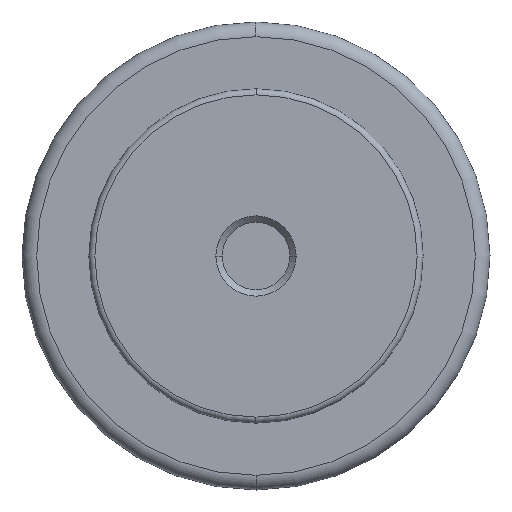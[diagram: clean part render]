
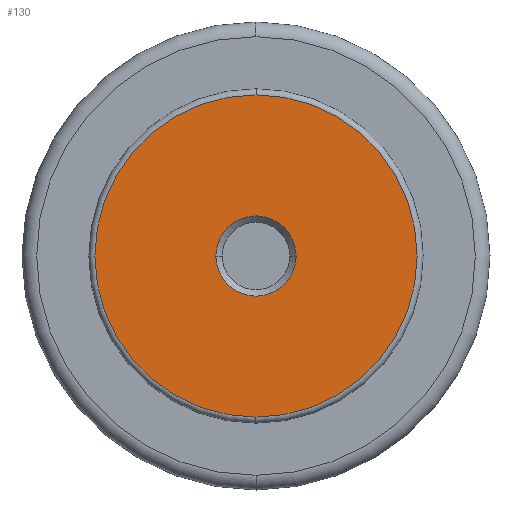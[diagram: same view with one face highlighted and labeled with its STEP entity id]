
A CAD part, left-side view. The second image highlights one B-rep face of the part: STEP entity #130.
In plain terms, the highlighted planar face has unit normal (-1, 0, 0).
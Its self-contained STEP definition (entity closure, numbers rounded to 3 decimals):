
#130=ADVANCED_FACE('',(#251,#252),#253,.T.);
#251=FACE_BOUND('',#373,.T.);
#252=FACE_OUTER_BOUND('',#374,.T.);
#253=PLANE('',#375);
#373=EDGE_LOOP('',(#812,#813));
#374=EDGE_LOOP('',(#814,#815,#816));
#375=AXIS2_PLACEMENT_3D('',#817,#818,#819);
#812=ORIENTED_EDGE('',*,*,#892,.T.);
#813=ORIENTED_EDGE('',*,*,#898,.T.);
#814=ORIENTED_EDGE('',*,*,#917,.T.);
#815=ORIENTED_EDGE('',*,*,#863,.T.);
#816=ORIENTED_EDGE('',*,*,#918,.T.);
#817=CARTESIAN_POINT('',(0.0,0.0,0.0));
#818=DIRECTION('',(-1.0,0.0,0.0));
#819=DIRECTION('',(0.0,0.0,1.0));
#863=EDGE_CURVE('',#1035,#1038,#1040,.T.);
#892=EDGE_CURVE('',#1091,#1093,#1095,.T.);
#898=EDGE_CURVE('',#1093,#1091,#1103,.T.);
#917=EDGE_CURVE('',#1128,#1035,#1129,.T.);
#918=EDGE_CURVE('',#1038,#1128,#1130,.T.);
#1035=VERTEX_POINT('',#1276);
#1038=VERTEX_POINT('',#1279);
#1040=CIRCLE('',#1281,24.1);
#1091=VERTEX_POINT('',#1342);
#1093=VERTEX_POINT('',#1345);
#1095=CIRCLE('',#1348,6.0);
#1103=CIRCLE('',#1358,6.0);
#1128=VERTEX_POINT('',#1383);
#1129=CIRCLE('',#1384,24.1);
#1130=CIRCLE('',#1385,24.1);
#1276=CARTESIAN_POINT('',(0.0,0.,-24.1));
#1279=CARTESIAN_POINT('',(0.0,0.,24.1));
#1281=AXIS2_PLACEMENT_3D('',#1567,#1568,#1569);
#1342=CARTESIAN_POINT('',(0.0,6.0,0.0));
#1345=CARTESIAN_POINT('',(0.0,-6.0,0.));
#1348=AXIS2_PLACEMENT_3D('',#1630,#1631,#1632);
#1358=AXIS2_PLACEMENT_3D('',#1644,#1645,#1646);
#1383=CARTESIAN_POINT('',(0.,24.1,0.0));
#1384=AXIS2_PLACEMENT_3D('',#1701,#1702,#1703);
#1385=AXIS2_PLACEMENT_3D('',#1704,#1705,#1706);
#1567=CARTESIAN_POINT('',(0.0,0.,0.0));
#1568=DIRECTION('',(-1.0,0.0,0.0));
#1569=DIRECTION('',(0.0,1.0,0.0));
#1630=CARTESIAN_POINT('',(0.0,0.0,0.0));
#1631=DIRECTION('',(1.0,0.0,0.0));
#1632=DIRECTION('',(0.0,1.0,0.0));
#1644=CARTESIAN_POINT('',(0.0,0.0,0.0));
#1645=DIRECTION('',(1.0,0.0,0.0));
#1646=DIRECTION('',(0.0,1.0,0.0));
#1701=CARTESIAN_POINT('',(0.0,0.,0.0));
#1702=DIRECTION('',(-1.0,0.0,0.0));
#1703=DIRECTION('',(0.0,1.0,0.0));
#1704=CARTESIAN_POINT('',(0.0,0.,0.0));
#1705=DIRECTION('',(-1.0,0.0,0.0));
#1706=DIRECTION('',(0.0,1.0,0.0));
